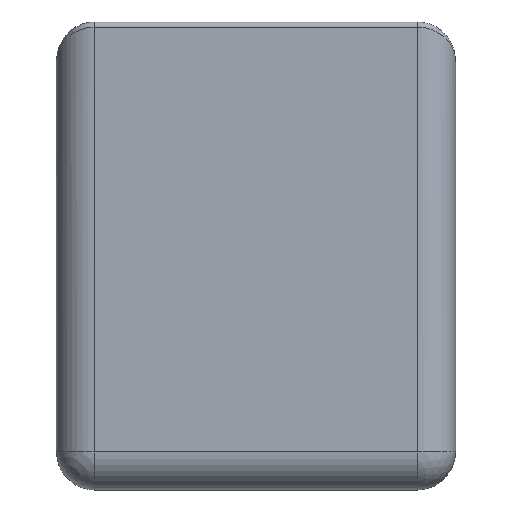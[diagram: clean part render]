
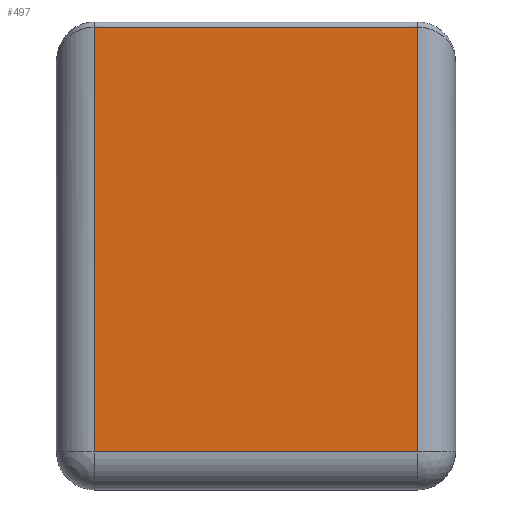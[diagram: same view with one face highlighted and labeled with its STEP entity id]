
A CAD part, front view. The second image highlights one B-rep face of the part: STEP entity #497.
In plain terms, the highlighted planar face has unit normal (0, -1, 0).
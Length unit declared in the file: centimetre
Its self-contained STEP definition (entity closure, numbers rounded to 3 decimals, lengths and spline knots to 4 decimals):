
#53=PLANE('',#547);
#79=FACE_OUTER_BOUND('',#109,.T.);
#109=EDGE_LOOP('',(#436,#437,#438,#439));
#143=LINE('',#868,#177);
#147=LINE('',#899,#181);
#149=LINE('',#906,#183);
#177=VECTOR('',#643,1.);
#181=VECTOR('',#657,1.);
#183=VECTOR('',#667,1.);
#195=B_SPLINE_CURVE_WITH_KNOTS('',3,(#919,#920,#921,#922,#923,#924,#925,
#926,#927,#928,#929,#930,#931,#932,#933,#934,#935),.UNSPECIFIED.,.F.,.F.,
(4,1,1,1,1,1,1,1,1,1,1,1,1,1,4),(-6.8,-6.5571,-6.0714,
-5.8286,-5.3429,-4.8571,-4.4929,
-3.8857,-2.7929,-1.9429,-1.2143,
-0.9714,-0.6071,-0.2429,0.),
 .UNSPECIFIED.);
#237=VERTEX_POINT('',#855);
#238=VERTEX_POINT('',#867);
#241=VERTEX_POINT('',#894);
#243=VERTEX_POINT('',#905);
#298=EDGE_CURVE('',#237,#238,#143,.T.);
#306=EDGE_CURVE('',#238,#241,#147,.T.);
#309=EDGE_CURVE('',#241,#243,#149,.T.);
#311=EDGE_CURVE('',#243,#237,#195,.T.);
#436=ORIENTED_EDGE('',*,*,#306,.F.);
#437=ORIENTED_EDGE('',*,*,#298,.F.);
#438=ORIENTED_EDGE('',*,*,#311,.F.);
#439=ORIENTED_EDGE('',*,*,#309,.F.);
#497=ADVANCED_FACE('',(#79),#53,.T.);
#547=AXIS2_PLACEMENT_3D('',#918,#668,#669);
#643=DIRECTION('',(0.,0.,-1.));
#657=DIRECTION('',(-1.,0.,0.));
#667=DIRECTION('',(0.,0.,1.));
#668=DIRECTION('center_axis',(0.,-1.,0.));
#669=DIRECTION('ref_axis',(-1.,0.,0.));
#855=CARTESIAN_POINT('',(3.4,-0.8,-0.2613));
#867=CARTESIAN_POINT('',(3.4,-0.8,-9.2));
#868=CARTESIAN_POINT('',(3.4,-0.8,0.));
#894=CARTESIAN_POINT('',(-3.4,-0.8,-9.2));
#899=CARTESIAN_POINT('',(2.1,-0.8,-9.2));
#905=CARTESIAN_POINT('',(-3.4,-0.8,-0.2613));
#906=CARTESIAN_POINT('',(-3.4,-0.8,0.));
#918=CARTESIAN_POINT('Origin',(4.2,-0.8,0.));
#919=CARTESIAN_POINT('Ctrl Pts',(-3.4,-0.8,-0.2613));
#920=CARTESIAN_POINT('Ctrl Pts',(-3.3183,-0.8,-0.2613));
#921=CARTESIAN_POINT('Ctrl Pts',(-3.0708,-0.8,-0.2613));
#922=CARTESIAN_POINT('Ctrl Pts',(-2.7553,-0.8,-0.2613));
#923=CARTESIAN_POINT('Ctrl Pts',(-2.3478,-0.8,-0.2613));
#924=CARTESIAN_POINT('Ctrl Pts',(-1.9415,-0.8,-0.2613));
#925=CARTESIAN_POINT('Ctrl Pts',(-1.4984,-0.8,-0.2613));
#926=CARTESIAN_POINT('Ctrl Pts',(-1.0116,-0.8,-0.2613));
#927=CARTESIAN_POINT('Ctrl Pts',(-0.3235,-0.8,-0.2613));
#928=CARTESIAN_POINT('Ctrl Pts',(0.5255,-0.8,-0.2613));
#929=CARTESIAN_POINT('Ctrl Pts',(1.4177,-0.8,-0.2613));
#930=CARTESIAN_POINT('Ctrl Pts',(2.0221,-0.8,-0.2613));
#931=CARTESIAN_POINT('Ctrl Pts',(2.4706,-0.8,-0.2613));
#932=CARTESIAN_POINT('Ctrl Pts',(2.7947,-0.8,-0.2613));
#933=CARTESIAN_POINT('Ctrl Pts',(3.1117,-0.8,-0.2613));
#934=CARTESIAN_POINT('Ctrl Pts',(3.3183,-0.8,-0.2613));
#935=CARTESIAN_POINT('Ctrl Pts',(3.4,-0.8,-0.2613));
